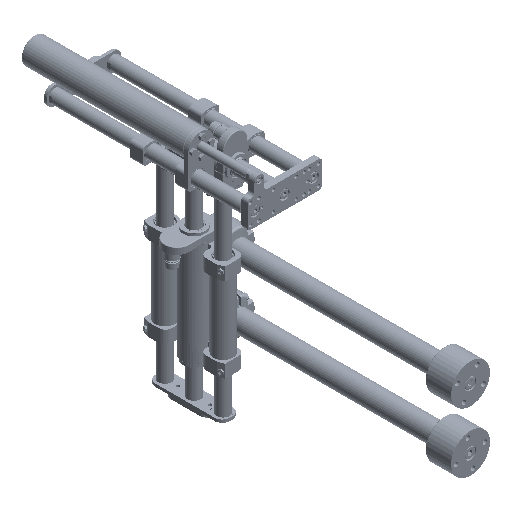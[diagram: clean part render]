
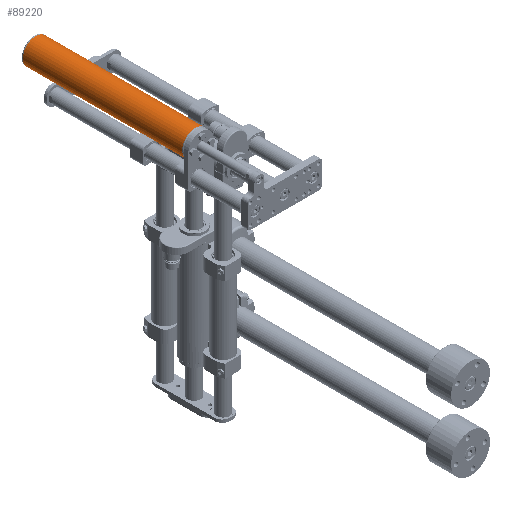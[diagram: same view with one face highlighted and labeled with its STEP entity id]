
A CAD part, isometric view. The second image highlights one B-rep face of the part: STEP entity #89220.
In plain terms, the highlighted cylindrical face has radius 20 mm (diameter 40 mm), a full revolution.
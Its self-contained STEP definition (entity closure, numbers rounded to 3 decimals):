
#2993 = DIRECTION ( 'NONE',  ( 0., 0., -1. ) ) ;
#4756 = CYLINDRICAL_SURFACE ( 'NONE', #14654, 20. ) ;
#14654 = AXIS2_PLACEMENT_3D ( 'NONE', #70247, #84090, #27285 ) ;
#22858 = DIRECTION ( 'NONE',  ( 0., 0., -1. ) ) ;
#26016 = CARTESIAN_POINT ( 'NONE',  ( 0., 2., 0. ) ) ;
#27285 = DIRECTION ( 'NONE',  ( 0., 0., -1. ) ) ;
#28039 = CIRCLE ( 'NONE', #81386, 20. ) ;
#32585 = CARTESIAN_POINT ( 'NONE',  ( 0., 2., -20. ) ) ;
#33999 = VERTEX_POINT ( 'NONE', #32585 ) ;
#37202 = EDGE_LOOP ( 'NONE', ( #89688 ) ) ;
#41550 = FACE_OUTER_BOUND ( 'NONE', #92247, .T. ) ;
#49436 = AXIS2_PLACEMENT_3D ( 'NONE', #74411, #88300, #22858 ) ;
#60251 = VERTEX_POINT ( 'NONE', #67917 ) ;
#67917 = CARTESIAN_POINT ( 'NONE',  ( 0., 248., -20. ) ) ;
#67927 = EDGE_CURVE ( 'NONE', #33999, #33999, #28039, .T. ) ;
#70247 = CARTESIAN_POINT ( 'NONE',  ( 0., -0.6, 0. ) ) ;
#71668 = ORIENTED_EDGE ( 'NONE', *, *, #67927, .F. ) ;
#74411 = CARTESIAN_POINT ( 'NONE',  ( 0., 248., 0. ) ) ;
#81386 = AXIS2_PLACEMENT_3D ( 'NONE', #26016, #90955, #2993 ) ;
#84090 = DIRECTION ( 'NONE',  ( 0., -1., 0. ) ) ;
#85509 = FACE_OUTER_BOUND ( 'NONE', #37202, .T. ) ;
#87242 = EDGE_CURVE ( 'NONE', #60251, #60251, #89179, .T. ) ;
#88300 = DIRECTION ( 'NONE',  ( 0., -1., 0. ) ) ;
#89179 = CIRCLE ( 'NONE', #49436, 20. ) ;
#89220 = ADVANCED_FACE ( 'NONE', ( #85509, #41550 ), #4756, .T. ) ;
#89688 = ORIENTED_EDGE ( 'NONE', *, *, #87242, .T. ) ;
#90955 = DIRECTION ( 'NONE',  ( 0., -1., 0. ) ) ;
#92247 = EDGE_LOOP ( 'NONE', ( #71668 ) ) ;
